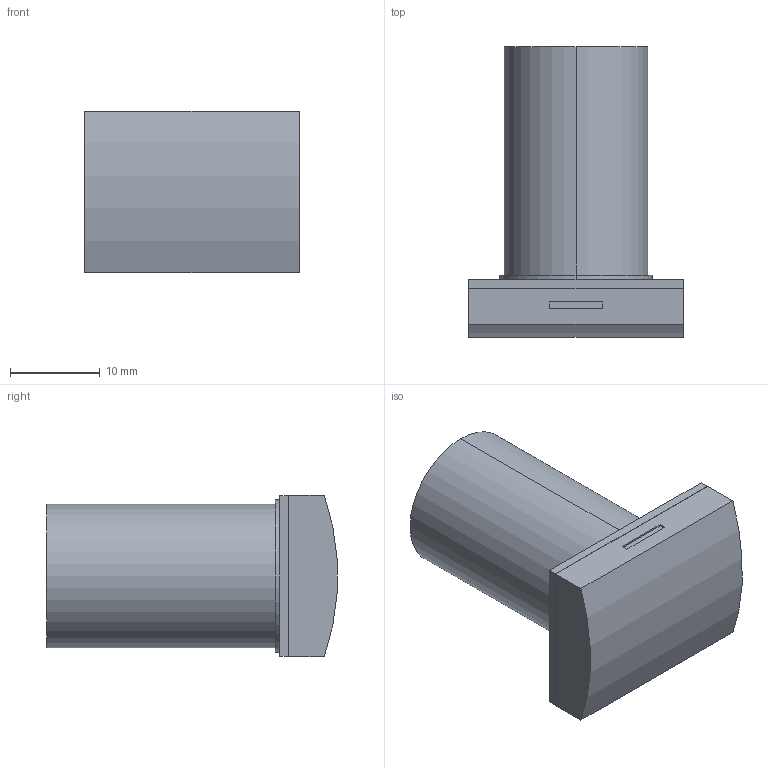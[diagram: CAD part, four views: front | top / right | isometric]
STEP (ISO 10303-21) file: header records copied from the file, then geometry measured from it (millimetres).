
FILE_DESCRIPTION(('starvars output'),'2;1');
FILE_NAME('ZB6DV3_3D.stp','08:14:50 2020/04/01',( 'Thomas Industrial Network Germany GmbH'),( 'Thomas Industrial Network Germany GmbH'),'unknown preprocess','ACIS' ,'unknown authorization');
FILE_SCHEMA(('AUTOMOTIVE_DESIGN_CC2 {UNKNOWN IMPLEMENTATION LEVEL}'));
Length unit declared in the file: millimetre
Products named in the file (1): PRODUCT_ID_347
Bounding box: 24 x 32.44 x 18 mm (x, y, z)
Volume: 7831.2 mm3; surface area: 2641.3 mm2
Topology: 1 solids, 1 shells, 27 faces, 60 edges, 40 vertices
Faces by surface type: plane 22, cylinder 5
Entity records: 1013 total; most frequent: CARTESIAN_POINT 121, ORIENTED_EDGE 120, DIRECTION 112, EDGE_CURVE 60, VECTOR 50, LINE 50, VERTEX_POINT 40, EDGE_LOOP 32
